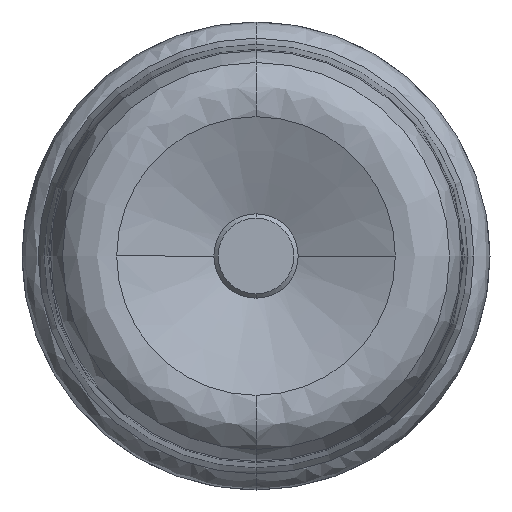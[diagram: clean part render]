
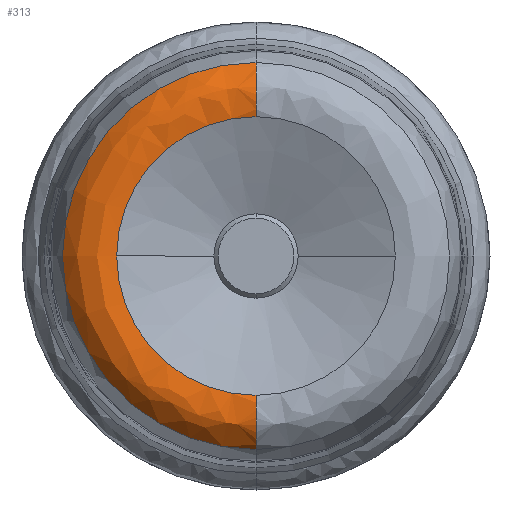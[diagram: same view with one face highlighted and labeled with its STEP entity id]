
A CAD part, front view. The second image highlights one B-rep face of the part: STEP entity #313.
In plain terms, the highlighted free-form (B-spline) face has degree [3, 3] with [4, 4] control points.
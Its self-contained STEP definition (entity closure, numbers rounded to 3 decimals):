
#29 = CARTESIAN_POINT ( 'NONE',  ( 0., 45.159, 22.946 ) ) ;
#98 = DIRECTION ( 'NONE',  ( 1., 0., 0. ) ) ;
#104 = CARTESIAN_POINT ( 'NONE',  ( -16.515, 43.184, 0. ) ) ;
#113 = ORIENTED_EDGE ( 'NONE', *, *, #459, .F. ) ;
#128 = CIRCLE ( 'NONE', #530, 16.515 ) ;
#231 = CARTESIAN_POINT ( 'NONE',  ( 0., 45.159, 0. ) ) ;
#313 = ADVANCED_FACE ( 'NONE', ( #504 ), #1590, .T. ) ;
#407 = EDGE_CURVE ( 'NONE', #496, #1498, #1444, .T. ) ;
#428 = AXIS2_PLACEMENT_3D ( 'NONE', #1115, #98, #945 ) ;
#433 = DIRECTION ( 'NONE',  ( 0., 1., 0. ) ) ;
#441 = CARTESIAN_POINT ( 'NONE',  ( 0., 43.184, 0. ) ) ;
#459 = EDGE_CURVE ( 'NONE', #1654, #1498, #642, .T. ) ;
#496 = VERTEX_POINT ( 'NONE', #1676 ) ;
#504 = FACE_OUTER_BOUND ( 'NONE', #795, .T. ) ;
#530 = AXIS2_PLACEMENT_3D ( 'NONE', #1552, #1546, #1688 ) ;
#609 = CARTESIAN_POINT ( 'NONE',  ( -37.916, 42.206, 18.958 ) ) ;
#642 = CIRCLE ( 'NONE', #428, 5.356 ) ;
#658 = CARTESIAN_POINT ( 'NONE',  ( 0., 48.156, 18.507 ) ) ;
#663 = DIRECTION ( 'NONE',  ( 0., -1., 0. ) ) ;
#687 = CIRCLE ( 'NONE', #1686, 16.515 ) ;
#702 = AXIS2_PLACEMENT_3D ( 'NONE', #231, #663, #819 ) ;
#762 = CARTESIAN_POINT ( 'NONE',  ( 0., 42.978, 21.474 ) ) ;
#775 = CARTESIAN_POINT ( 'NONE',  ( 0., 42.206, -18.958 ) ) ;
#795 = EDGE_LOOP ( 'NONE', ( #996, #1670, #1710, #113, #1455 ) ) ;
#798 = DIRECTION ( 'NONE',  ( -1., 0., 0. ) ) ;
#819 = DIRECTION ( 'NONE',  ( 0., 0., -1. ) ) ;
#896 = CARTESIAN_POINT ( 'NONE',  ( 0., 42.206, 18.958 ) ) ;
#904 = CARTESIAN_POINT ( 'NONE',  ( 0., 42.978, -21.474 ) ) ;
#911 = CARTESIAN_POINT ( 'NONE',  ( 0., 43.184, -16.515 ) ) ;
#918 = CARTESIAN_POINT ( 'NONE',  ( -45.892, 45.159, -22.946 ) ) ;
#945 = DIRECTION ( 'NONE',  ( 0., 0., -1. ) ) ;
#968 = EDGE_CURVE ( 'NONE', #1185, #496, #1824, .T. ) ;
#996 = ORIENTED_EDGE ( 'NONE', *, *, #1045, .T. ) ;
#1021 = DIRECTION ( 'NONE',  ( 0., 0., -1. ) ) ;
#1045 = EDGE_CURVE ( 'NONE', #1094, #1185, #128, .T. ) ;
#1054 = AXIS2_PLACEMENT_3D ( 'NONE', #658, #798, #1528 ) ;
#1055 = CARTESIAN_POINT ( 'NONE',  ( 0., 45.159, -22.946 ) ) ;
#1094 = VERTEX_POINT ( 'NONE', #104 ) ;
#1115 = CARTESIAN_POINT ( 'NONE',  ( 0., 48.156, -18.507 ) ) ;
#1124 = CARTESIAN_POINT ( 'NONE',  ( 0., 43.184, 16.515 ) ) ;
#1185 = VERTEX_POINT ( 'NONE', #1124 ) ;
#1202 = CARTESIAN_POINT ( 'NONE',  ( -42.947, 42.978, -21.474 ) ) ;
#1353 = CARTESIAN_POINT ( 'NONE',  ( -33.031, 43.184, 16.515 ) ) ;
#1396 = CARTESIAN_POINT ( 'NONE',  ( 0., 45.159, -22.946 ) ) ;
#1444 = CIRCLE ( 'NONE', #702, 22.946 ) ;
#1450 = CARTESIAN_POINT ( 'NONE',  ( 0., 43.184, -16.515 ) ) ;
#1455 = ORIENTED_EDGE ( 'NONE', *, *, #1709, .T. ) ;
#1487 = CARTESIAN_POINT ( 'NONE',  ( -33.031, 43.184, -16.515 ) ) ;
#1492 = CARTESIAN_POINT ( 'NONE',  ( 0., 43.184, 16.515 ) ) ;
#1498 = VERTEX_POINT ( 'NONE', #1396 ) ;
#1528 = DIRECTION ( 'NONE',  ( 0., 0., 1. ) ) ;
#1546 = DIRECTION ( 'NONE',  ( 0., 1., 0. ) ) ;
#1552 = CARTESIAN_POINT ( 'NONE',  ( 0., 43.184, 0. ) ) ;
#1590 =( BOUNDED_SURFACE ( )  B_SPLINE_SURFACE ( 3, 3, ( 
 ( #1492, #1353, #1487, #911 ),
 ( #896, #609, #1628, #775 ),
 ( #762, #1762, #1202, #904 ),
 ( #29, #1775, #918, #1055 ) ),
 .UNSPECIFIED., .F., .F., .T. ) 
 B_SPLINE_SURFACE_WITH_KNOTS ( ( 4, 4 ),
 ( 4, 4 ),
 ( 0., 1. ),
 ( 0., 1. ),
 .UNSPECIFIED. ) 
 GEOMETRIC_REPRESENTATION_ITEM ( )  RATIONAL_B_SPLINE_SURFACE ( (
 ( 1., 0.333, 0.333, 1.),
 ( 0.852, 0.284, 0.284, 0.852),
 ( 0.852, 0.284, 0.284, 0.852),
 ( 1., 0.333, 0.333, 1.) ) ) 
 REPRESENTATION_ITEM ( '' )  SURFACE ( )  );
#1628 = CARTESIAN_POINT ( 'NONE',  ( -37.916, 42.206, -18.958 ) ) ;
#1654 = VERTEX_POINT ( 'NONE', #1450 ) ;
#1670 = ORIENTED_EDGE ( 'NONE', *, *, #968, .T. ) ;
#1676 = CARTESIAN_POINT ( 'NONE',  ( 0., 45.159, 22.946 ) ) ;
#1686 = AXIS2_PLACEMENT_3D ( 'NONE', #441, #433, #1021 ) ;
#1688 = DIRECTION ( 'NONE',  ( 0., 0., -1. ) ) ;
#1709 = EDGE_CURVE ( 'NONE', #1654, #1094, #687, .T. ) ;
#1710 = ORIENTED_EDGE ( 'NONE', *, *, #407, .T. ) ;
#1762 = CARTESIAN_POINT ( 'NONE',  ( -42.947, 42.978, 21.474 ) ) ;
#1775 = CARTESIAN_POINT ( 'NONE',  ( -45.892, 45.159, 22.946 ) ) ;
#1824 = CIRCLE ( 'NONE', #1054, 5.356 ) ;
